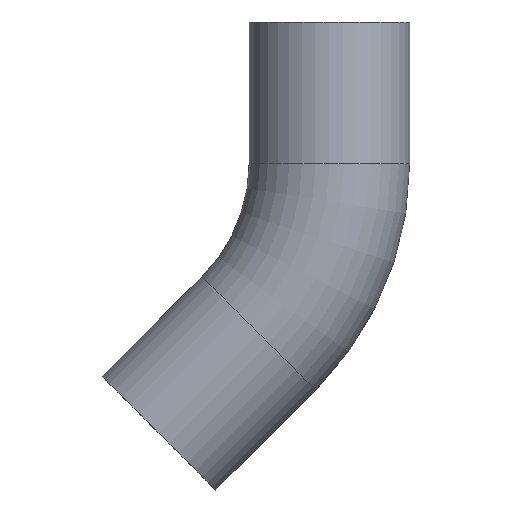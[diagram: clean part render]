
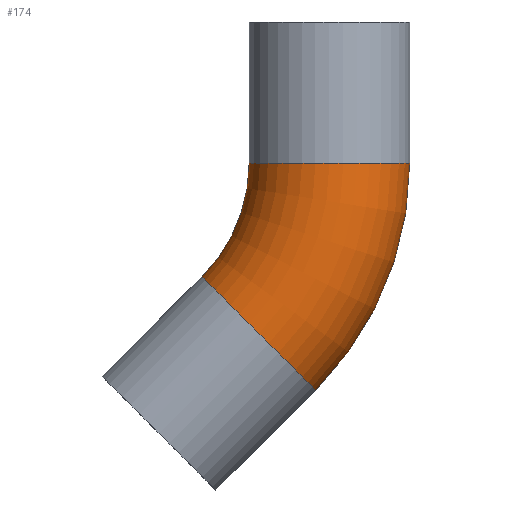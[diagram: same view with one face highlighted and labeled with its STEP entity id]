
A CAD part, front view. The second image highlights one B-rep face of the part: STEP entity #174.
In plain terms, the highlighted toroidal (fillet/blend) face has major radius 76.2 mm and minor radius 25.4 mm.
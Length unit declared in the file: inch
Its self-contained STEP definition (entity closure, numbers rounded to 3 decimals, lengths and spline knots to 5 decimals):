
#6 = CARTESIAN_POINT ( 'NONE',  ( 0., 0., 0. ) ) ;
#11 = DIRECTION ( 'NONE',  ( 0., -1., 0. ) ) ;
#12 = ORIENTED_EDGE ( 'NONE', *, *, #113, .F. ) ;
#17 = CARTESIAN_POINT ( 'NONE',  ( 2., 0., 0. ) ) ;
#31 = CARTESIAN_POINT ( 'NONE',  ( 4., 0., 0. ) ) ;
#42 = AXIS2_PLACEMENT_3D ( 'NONE', #6, #206, #234 ) ;
#83 = VERTEX_POINT ( 'NONE', #121 ) ;
#90 = DIRECTION ( 'NONE',  ( 0., 0., -1. ) ) ;
#106 = DIRECTION ( 'NONE',  ( 0., 0., -1. ) ) ;
#107 = ORIENTED_EDGE ( 'NONE', *, *, #406, .F. ) ;
#111 = AXIS2_PLACEMENT_3D ( 'NONE', #161, #117, #416 ) ;
#113 = EDGE_CURVE ( 'NONE', #297, #83, #215, .T. ) ;
#117 = DIRECTION ( 'NONE',  ( 0., 0., 1. ) ) ;
#121 = CARTESIAN_POINT ( 'NONE',  ( 1.41421, 0., -1.41421 ) ) ;
#146 = TOROIDAL_SURFACE ( 'NONE', #361, 3., 1. ) ;
#161 = CARTESIAN_POINT ( 'NONE',  ( 3., 0., 0. ) ) ;
#164 = DIRECTION ( 'NONE',  ( -0.707, 0., -0.707 ) ) ;
#166 = VERTEX_POINT ( 'NONE', #31 ) ;
#174 = ADVANCED_FACE ( 'NONE', ( #389 ), #146, .T. ) ;
#206 = DIRECTION ( 'NONE',  ( 0., -1., 0. ) ) ;
#212 = EDGE_LOOP ( 'NONE', ( #12, #228, #107, #339 ) ) ;
#215 = CIRCLE ( 'NONE', #316, 1. ) ;
#228 = ORIENTED_EDGE ( 'NONE', *, *, #312, .T. ) ;
#234 = DIRECTION ( 'NONE',  ( 0., 0., -1. ) ) ;
#273 = AXIS2_PLACEMENT_3D ( 'NONE', #300, #11, #106 ) ;
#279 = CARTESIAN_POINT ( 'NONE',  ( 2.12132, 0., -2.12132 ) ) ;
#295 = CARTESIAN_POINT ( 'NONE',  ( 2.82843, 0., -2.82843 ) ) ;
#297 = VERTEX_POINT ( 'NONE', #295 ) ;
#300 = CARTESIAN_POINT ( 'NONE',  ( 0., 0., 0. ) ) ;
#312 = EDGE_CURVE ( 'NONE', #297, #166, #371, .T. ) ;
#316 = AXIS2_PLACEMENT_3D ( 'NONE', #279, #164, #359 ) ;
#331 = CIRCLE ( 'NONE', #111, 1. ) ;
#339 = ORIENTED_EDGE ( 'NONE', *, *, #372, .F. ) ;
#358 = CIRCLE ( 'NONE', #273, 2. ) ;
#359 = DIRECTION ( 'NONE',  ( -0.707, 0., 0.707 ) ) ;
#361 = AXIS2_PLACEMENT_3D ( 'NONE', #388, #422, #90 ) ;
#371 = CIRCLE ( 'NONE', #42, 4. ) ;
#372 = EDGE_CURVE ( 'NONE', #83, #410, #358, .T. ) ;
#388 = CARTESIAN_POINT ( 'NONE',  ( 0., 0., 0. ) ) ;
#389 = FACE_OUTER_BOUND ( 'NONE', #212, .T. ) ;
#406 = EDGE_CURVE ( 'NONE', #410, #166, #331, .T. ) ;
#410 = VERTEX_POINT ( 'NONE', #17 ) ;
#416 = DIRECTION ( 'NONE',  ( 1., 0., 0. ) ) ;
#422 = DIRECTION ( 'NONE',  ( 0., -1., 0. ) ) ;
